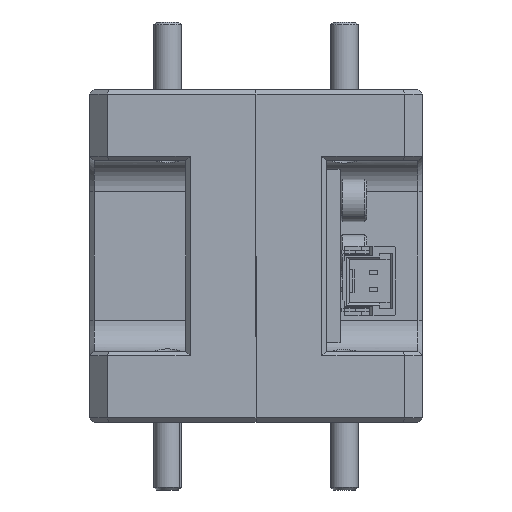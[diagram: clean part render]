
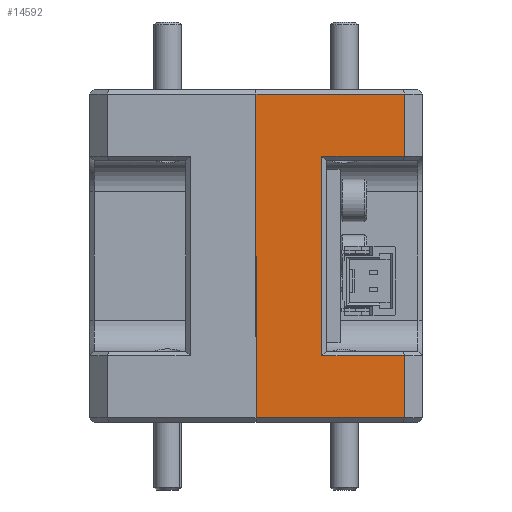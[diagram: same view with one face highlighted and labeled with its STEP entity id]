
A CAD part, left-side view. The second image highlights one B-rep face of the part: STEP entity #14592.
In plain terms, the highlighted planar face has unit normal (-1, 0, 0).
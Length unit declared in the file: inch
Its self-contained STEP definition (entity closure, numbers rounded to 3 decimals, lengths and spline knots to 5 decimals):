
#32 = CARTESIAN_POINT ( 'NONE',  ( -0.375, -0.335, 0.365 ) ) ;
#719 = EDGE_CURVE ( 'NONE', #22655, #14550, #3590, .T. ) ;
#823 = CARTESIAN_POINT ( 'NONE',  ( -0.375, 0., 0.365 ) ) ;
#1676 = EDGE_CURVE ( 'NONE', #20982, #22655, #26938, .T. ) ;
#2061 = ORIENTED_EDGE ( 'NONE', *, *, #30376, .T. ) ;
#2679 = EDGE_CURVE ( 'NONE', #16494, #20982, #4767, .T. ) ;
#3590 = LINE ( 'NONE', #11794, #14747 ) ;
#3636 = CARTESIAN_POINT ( 'NONE',  ( -0.375, 0., -0.365 ) ) ;
#4011 = CARTESIAN_POINT ( 'NONE',  ( -0.375, 0., 0.375 ) ) ;
#4163 = DIRECTION ( 'NONE',  ( 0., 0., 1. ) ) ;
#4648 = VECTOR ( 'NONE', #25336, 39.37008 ) ;
#4767 = LINE ( 'NONE', #28517, #12574 ) ;
#4875 = LINE ( 'NONE', #23350, #22241 ) ;
#5492 = DIRECTION ( 'NONE',  ( 0., 0., 1. ) ) ;
#6431 = ORIENTED_EDGE ( 'NONE', *, *, #2679, .T. ) ;
#6990 = EDGE_CURVE ( 'NONE', #12358, #9241, #16604, .T. ) ;
#8867 = EDGE_CURVE ( 'NONE', #14550, #17693, #24527, .T. ) ;
#9228 = DIRECTION ( 'NONE',  ( 1., 0., 0. ) ) ;
#9241 = VERTEX_POINT ( 'NONE', #25826 ) ;
#9580 = CARTESIAN_POINT ( 'NONE',  ( -0.375, -0.375, 0.375 ) ) ;
#10549 = CARTESIAN_POINT ( 'NONE',  ( -0.375, -0.335, -0.225 ) ) ;
#11794 = CARTESIAN_POINT ( 'NONE',  ( -0.375, -0.375, 0.365 ) ) ;
#12245 = DIRECTION ( 'NONE',  ( 0., -1., 0. ) ) ;
#12340 = DIRECTION ( 'NONE',  ( 0., 0., 1. ) ) ;
#12358 = VERTEX_POINT ( 'NONE', #10549 ) ;
#12574 = VECTOR ( 'NONE', #12245, 39.37008 ) ;
#12777 = DIRECTION ( 'NONE',  ( 0., -1., 0. ) ) ;
#14324 = CARTESIAN_POINT ( 'NONE',  ( -0.375, -0.375, -0.225 ) ) ;
#14426 = VECTOR ( 'NONE', #5492, 39.37008 ) ;
#14550 = VERTEX_POINT ( 'NONE', #823 ) ;
#14592 = ADVANCED_FACE ( 'NONE', ( #30757 ), #23025, .F. ) ;
#14747 = VECTOR ( 'NONE', #25076, 39.37008 ) ;
#14897 = DIRECTION ( 'NONE',  ( 0., 0., 1. ) ) ;
#15140 = VECTOR ( 'NONE', #12777, 39.37008 ) ;
#15396 = LINE ( 'NONE', #28710, #15140 ) ;
#16494 = VERTEX_POINT ( 'NONE', #22885 ) ;
#16604 = LINE ( 'NONE', #14324, #27672 ) ;
#17499 = LINE ( 'NONE', #28199, #25814 ) ;
#17502 = ORIENTED_EDGE ( 'NONE', *, *, #6990, .T. ) ;
#17693 = VERTEX_POINT ( 'NONE', #3636 ) ;
#18147 = ORIENTED_EDGE ( 'NONE', *, *, #1676, .T. ) ;
#18553 = ORIENTED_EDGE ( 'NONE', *, *, #25859, .T. ) ;
#19080 = VERTEX_POINT ( 'NONE', #19975 ) ;
#19750 = DIRECTION ( 'NONE',  ( 0., 1., 0. ) ) ;
#19975 = CARTESIAN_POINT ( 'NONE',  ( -0.375, -0.335, -0.365 ) ) ;
#20982 = VERTEX_POINT ( 'NONE', #26084 ) ;
#22241 = VECTOR ( 'NONE', #12340, 39.37008 ) ;
#22655 = VERTEX_POINT ( 'NONE', #32 ) ;
#22885 = CARTESIAN_POINT ( 'NONE',  ( -0.375, -0.1485, 0.225 ) ) ;
#23025 = PLANE ( 'NONE',  #29172 ) ;
#23350 = CARTESIAN_POINT ( 'NONE',  ( -0.375, -0.335, -0.215 ) ) ;
#24527 = LINE ( 'NONE', #4011, #4648 ) ;
#24634 = EDGE_CURVE ( 'NONE', #17693, #19080, #15396, .T. ) ;
#25076 = DIRECTION ( 'NONE',  ( 0., 1., 0. ) ) ;
#25336 = DIRECTION ( 'NONE',  ( 0., 0., -1. ) ) ;
#25814 = VECTOR ( 'NONE', #14897, 39.37008 ) ;
#25826 = CARTESIAN_POINT ( 'NONE',  ( -0.375, -0.1485, -0.225 ) ) ;
#25859 = EDGE_CURVE ( 'NONE', #9241, #16494, #17499, .T. ) ;
#26084 = CARTESIAN_POINT ( 'NONE',  ( -0.375, -0.335, 0.225 ) ) ;
#26777 = CARTESIAN_POINT ( 'NONE',  ( -0.375, -0.335, 0.375 ) ) ;
#26938 = LINE ( 'NONE', #26777, #14426 ) ;
#27672 = VECTOR ( 'NONE', #19750, 39.37008 ) ;
#28199 = CARTESIAN_POINT ( 'NONE',  ( -0.375, -0.1485, 0.375 ) ) ;
#28517 = CARTESIAN_POINT ( 'NONE',  ( -0.375, -0.375, 0.225 ) ) ;
#28710 = CARTESIAN_POINT ( 'NONE',  ( -0.375, -0.375, -0.365 ) ) ;
#29081 = ORIENTED_EDGE ( 'NONE', *, *, #8867, .T. ) ;
#29172 = AXIS2_PLACEMENT_3D ( 'NONE', #9580, #9228, #4163 ) ;
#30271 = EDGE_LOOP ( 'NONE', ( #18147, #31475, #29081, #33722, #2061, #17502, #18553, #6431 ) ) ;
#30376 = EDGE_CURVE ( 'NONE', #19080, #12358, #4875, .T. ) ;
#30757 = FACE_OUTER_BOUND ( 'NONE', #30271, .T. ) ;
#31475 = ORIENTED_EDGE ( 'NONE', *, *, #719, .T. ) ;
#33722 = ORIENTED_EDGE ( 'NONE', *, *, #24634, .T. ) ;
